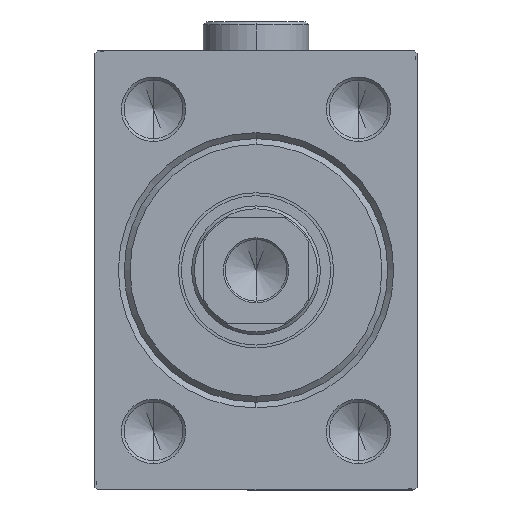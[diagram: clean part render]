
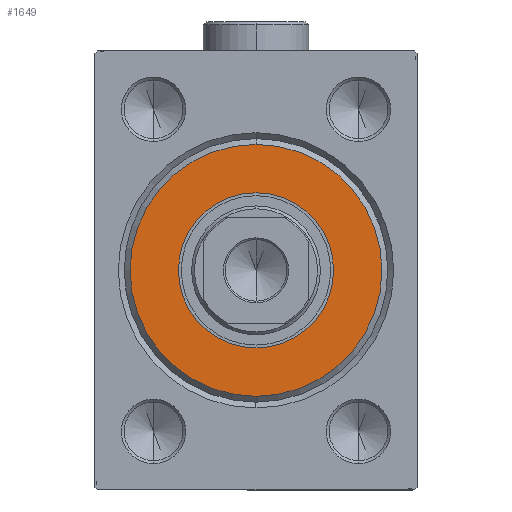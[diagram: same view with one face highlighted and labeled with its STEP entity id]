
A CAD part, left-side view. The second image highlights one B-rep face of the part: STEP entity #1649.
In plain terms, the highlighted face is planar.
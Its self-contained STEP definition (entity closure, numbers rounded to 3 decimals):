
#579 = CARTESIAN_POINT ( 'NONE',  ( 3., 0., 21.5 ) ) ;
#1148 = AXIS2_PLACEMENT_3D ( 'NONE', #45038, #13443, #17122 ) ;
#1649 = ADVANCED_FACE ( 'NONE', ( #9987, #42043 ), #30960, .T. ) ;
#2867 = AXIS2_PLACEMENT_3D ( 'NONE', #7117, #21827, #38692 ) ;
#3840 = CARTESIAN_POINT ( 'NONE',  ( 3., 0., 0. ) ) ;
#4250 = VERTEX_POINT ( 'NONE', #12395 ) ;
#5502 = CARTESIAN_POINT ( 'NONE',  ( 3., 0., -13.25 ) ) ;
#7067 = DIRECTION ( 'NONE',  ( 1., 0., 0. ) ) ;
#7117 = CARTESIAN_POINT ( 'NONE',  ( 3., 0., 0. ) ) ;
#7724 = AXIS2_PLACEMENT_3D ( 'NONE', #3840, #7067, #10305 ) ;
#8120 = EDGE_LOOP ( 'NONE', ( #40253, #23278 ) ) ;
#8529 = CARTESIAN_POINT ( 'NONE',  ( 3., 0., 0. ) ) ;
#9987 = FACE_OUTER_BOUND ( 'NONE', #18393, .T. ) ;
#10305 = DIRECTION ( 'NONE',  ( 0., 0., -1. ) ) ;
#10391 = CIRCLE ( 'NONE', #43518, 21.5 ) ;
#11988 = CARTESIAN_POINT ( 'NONE',  ( 3., 0., 0. ) ) ;
#12395 = CARTESIAN_POINT ( 'NONE',  ( 3., 0., -21.5 ) ) ;
#12642 = EDGE_CURVE ( 'NONE', #31448, #4250, #21940, .T. ) ;
#13443 = DIRECTION ( 'NONE',  ( 1., 0., 0. ) ) ;
#14016 = VERTEX_POINT ( 'NONE', #14276 ) ;
#14276 = CARTESIAN_POINT ( 'NONE',  ( 3., 0., 13.25 ) ) ;
#15367 = EDGE_CURVE ( 'NONE', #40096, #14016, #27194, .T. ) ;
#17122 = DIRECTION ( 'NONE',  ( 0., 0., -1. ) ) ;
#18393 = EDGE_LOOP ( 'NONE', ( #23247, #20233 ) ) ;
#18668 = DIRECTION ( 'NONE',  ( 1., 0., 0. ) ) ;
#20233 = ORIENTED_EDGE ( 'NONE', *, *, #43356, .T. ) ;
#21827 = DIRECTION ( 'NONE',  ( 1., 0., 0. ) ) ;
#21940 = CIRCLE ( 'NONE', #2867, 21.5 ) ;
#22451 = EDGE_CURVE ( 'NONE', #14016, #40096, #31269, .T. ) ;
#22560 = DIRECTION ( 'NONE',  ( 0., 0., -1. ) ) ;
#23247 = ORIENTED_EDGE ( 'NONE', *, *, #12642, .T. ) ;
#23278 = ORIENTED_EDGE ( 'NONE', *, *, #22451, .F. ) ;
#25829 = DIRECTION ( 'NONE',  ( 0., 0., -1. ) ) ;
#27194 = CIRCLE ( 'NONE', #39698, 13.25 ) ;
#30960 = PLANE ( 'NONE',  #1148 ) ;
#31269 = CIRCLE ( 'NONE', #7724, 13.25 ) ;
#31448 = VERTEX_POINT ( 'NONE', #579 ) ;
#32268 = DIRECTION ( 'NONE',  ( 1., 0., 0. ) ) ;
#38692 = DIRECTION ( 'NONE',  ( 0., 0., -1. ) ) ;
#39698 = AXIS2_PLACEMENT_3D ( 'NONE', #8529, #32268, #22560 ) ;
#40096 = VERTEX_POINT ( 'NONE', #5502 ) ;
#40253 = ORIENTED_EDGE ( 'NONE', *, *, #15367, .F. ) ;
#42043 = FACE_BOUND ( 'NONE', #8120, .T. ) ;
#43356 = EDGE_CURVE ( 'NONE', #4250, #31448, #10391, .T. ) ;
#43518 = AXIS2_PLACEMENT_3D ( 'NONE', #11988, #18668, #25829 ) ;
#45038 = CARTESIAN_POINT ( 'NONE',  ( 3., 0., 0. ) ) ;
